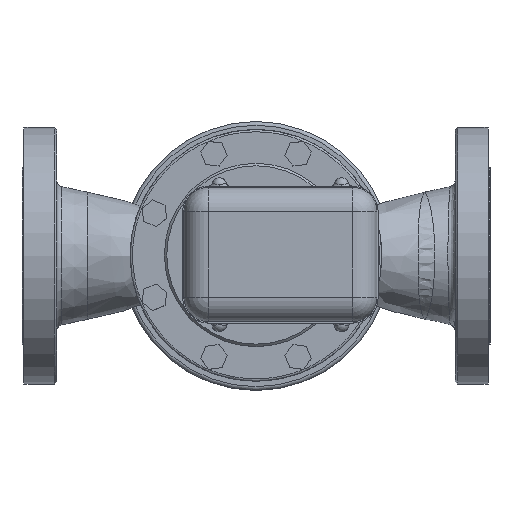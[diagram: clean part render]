
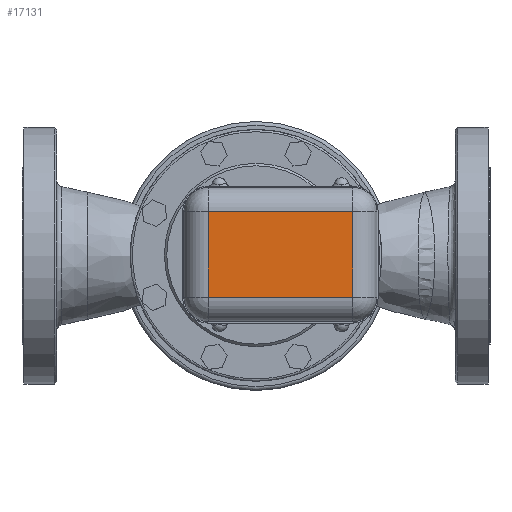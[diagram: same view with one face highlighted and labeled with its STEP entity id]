
A CAD part, top view. The second image highlights one B-rep face of the part: STEP entity #17131.
In plain terms, the highlighted planar face has unit normal (0, 0, 1).
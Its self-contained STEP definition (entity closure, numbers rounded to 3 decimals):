
#238=PLANE('',#18393);
#1241=LINE('',#30495,#2594);
#1243=LINE('',#30503,#2596);
#1245=LINE('',#30511,#2598);
#1247=LINE('',#30522,#2600);
#2594=VECTOR('',#20799,70.);
#2596=VECTOR('',#20807,118.);
#2598=VECTOR('',#20815,70.);
#2600=VECTOR('',#20831,118.);
#4279=FACE_OUTER_BOUND('',#5437,.T.);
#5437=EDGE_LOOP('',(#12843,#12844,#12845,#12846));
#8027=VERTEX_POINT('',#30492);
#8028=VERTEX_POINT('',#30494);
#8031=VERTEX_POINT('',#30502);
#8034=VERTEX_POINT('',#30510);
#9855=EDGE_CURVE('',#8027,#8028,#1241,.T.);
#9859=EDGE_CURVE('',#8028,#8031,#1243,.T.);
#9863=EDGE_CURVE('',#8031,#8034,#1245,.T.);
#9869=EDGE_CURVE('',#8034,#8027,#1247,.T.);
#12843=ORIENTED_EDGE('',*,*,#9855,.F.);
#12844=ORIENTED_EDGE('',*,*,#9869,.F.);
#12845=ORIENTED_EDGE('',*,*,#9863,.F.);
#12846=ORIENTED_EDGE('',*,*,#9859,.F.);
#17131=ADVANCED_FACE('',(#4279),#238,.T.);
#18393=AXIS2_PLACEMENT_3D('',#30548,#20862,#20863);
#20799=DIRECTION('',(0.,-1.,0.));
#20807=DIRECTION('',(-1.,0.,0.));
#20815=DIRECTION('',(0.,1.,0.));
#20831=DIRECTION('',(1.,0.,0.));
#20862=DIRECTION('center_axis',(0.,0.,
1.));
#20863=DIRECTION('ref_axis',(1.,0.,0.));
#30492=CARTESIAN_POINT('',(79.,35.,635.));
#30494=CARTESIAN_POINT('',(79.,-35.,635.));
#30495=CARTESIAN_POINT('',(79.,17.5,635.));
#30502=CARTESIAN_POINT('',(-39.,-35.,635.));
#30503=CARTESIAN_POINT('',(49.5,-35.,635.));
#30510=CARTESIAN_POINT('',(-39.,35.,635.));
#30511=CARTESIAN_POINT('',(-39.,-17.5,635.));
#30522=CARTESIAN_POINT('',(-9.5,35.,635.));
#30548=CARTESIAN_POINT('Origin',(20.,0.,
635.));
